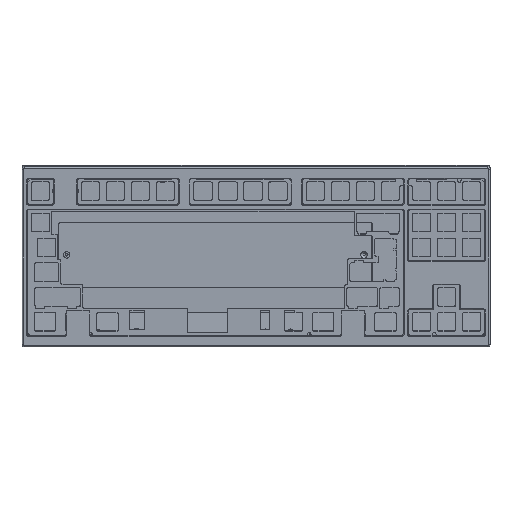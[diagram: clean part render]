
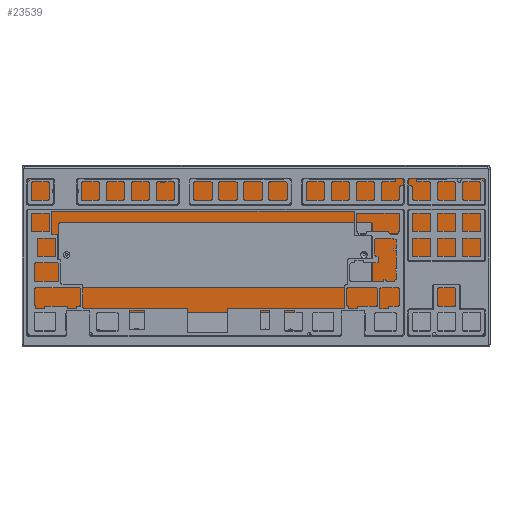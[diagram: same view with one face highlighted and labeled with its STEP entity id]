
A CAD part, top view. The second image highlights one B-rep face of the part: STEP entity #23539.
In plain terms, the highlighted face is planar.
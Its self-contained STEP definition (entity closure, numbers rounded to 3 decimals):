
#918=FACE_BOUND('',#3350,.T.);
#1967=FACE_OUTER_BOUND('',#3349,.T.);
#3349=EDGE_LOOP('',(#21031,#21032,#21033,#21034,#21035,#21036));
#3350=EDGE_LOOP('',(#21037,#21038,#21039,#21040,#21041,#21042,#21043,#21044));
#5356=LINE('',#39064,#7557);
#5412=LINE('',#39216,#7613);
#5554=LINE('',#39746,#7755);
#5555=LINE('',#39748,#7756);
#5556=LINE('',#39754,#7757);
#5557=LINE('',#39758,#7758);
#5558=LINE('',#39762,#7759);
#5559=LINE('',#39765,#7760);
#7557=VECTOR('',#32007,10.);
#7613=VECTOR('',#32109,10.);
#7755=VECTOR('',#32603,10.);
#7756=VECTOR('',#32604,10.);
#7757=VECTOR('',#32609,10.);
#7758=VECTOR('',#32612,10.);
#7759=VECTOR('',#32615,10.);
#7760=VECTOR('',#32618,10.);
#9073=CIRCLE('',#25958,2.5);
#9074=CIRCLE('',#25960,2.5);
#9075=CIRCLE('',#25961,2.);
#9076=CIRCLE('',#25962,2.);
#9077=CIRCLE('',#25963,2.);
#9078=CIRCLE('',#25964,2.);
#11025=VERTEX_POINT('',#39061);
#11026=VERTEX_POINT('',#39063);
#11085=VERTEX_POINT('',#39213);
#11086=VERTEX_POINT('',#39215);
#11286=VERTEX_POINT('',#39742);
#11287=VERTEX_POINT('',#39747);
#11288=VERTEX_POINT('',#39750);
#11289=VERTEX_POINT('',#39751);
#11290=VERTEX_POINT('',#39753);
#11291=VERTEX_POINT('',#39755);
#11292=VERTEX_POINT('',#39757);
#11293=VERTEX_POINT('',#39759);
#11294=VERTEX_POINT('',#39761);
#11295=VERTEX_POINT('',#39763);
#14263=EDGE_CURVE('',#11026,#11025,#5356,.T.);
#14332=EDGE_CURVE('',#11085,#11086,#5412,.T.);
#14595=EDGE_CURVE('',#11085,#11286,#9073,.T.);
#14597=EDGE_CURVE('',#11026,#11286,#5554,.T.);
#14598=EDGE_CURVE('',#11287,#11025,#5555,.T.);
#14599=EDGE_CURVE('',#11287,#11086,#9074,.T.);
#14600=EDGE_CURVE('',#11288,#11289,#9075,.T.);
#14601=EDGE_CURVE('',#11288,#11290,#5556,.T.);
#14602=EDGE_CURVE('',#11291,#11290,#9076,.T.);
#14603=EDGE_CURVE('',#11291,#11292,#5557,.T.);
#14604=EDGE_CURVE('',#11293,#11292,#9077,.T.);
#14605=EDGE_CURVE('',#11293,#11294,#5558,.T.);
#14606=EDGE_CURVE('',#11295,#11294,#9078,.T.);
#14607=EDGE_CURVE('',#11289,#11295,#5559,.T.);
#21031=ORIENTED_EDGE('',*,*,#14595,.T.);
#21032=ORIENTED_EDGE('',*,*,#14597,.F.);
#21033=ORIENTED_EDGE('',*,*,#14263,.T.);
#21034=ORIENTED_EDGE('',*,*,#14598,.F.);
#21035=ORIENTED_EDGE('',*,*,#14599,.T.);
#21036=ORIENTED_EDGE('',*,*,#14332,.F.);
#21037=ORIENTED_EDGE('',*,*,#14600,.F.);
#21038=ORIENTED_EDGE('',*,*,#14601,.T.);
#21039=ORIENTED_EDGE('',*,*,#14602,.F.);
#21040=ORIENTED_EDGE('',*,*,#14603,.T.);
#21041=ORIENTED_EDGE('',*,*,#14604,.F.);
#21042=ORIENTED_EDGE('',*,*,#14605,.T.);
#21043=ORIENTED_EDGE('',*,*,#14606,.F.);
#21044=ORIENTED_EDGE('',*,*,#14607,.F.);
#22424=PLANE('',#25959);
#23539=ADVANCED_FACE('',(#1967,#918),#22424,.T.);
#25958=AXIS2_PLACEMENT_3D('',#39743,#32598,#32599);
#25959=AXIS2_PLACEMENT_3D('',#39745,#32601,#32602);
#25960=AXIS2_PLACEMENT_3D('',#39749,#32605,#32606);
#25961=AXIS2_PLACEMENT_3D('',#39752,#32607,#32608);
#25962=AXIS2_PLACEMENT_3D('',#39756,#32610,#32611);
#25963=AXIS2_PLACEMENT_3D('',#39760,#32613,#32614);
#25964=AXIS2_PLACEMENT_3D('',#39764,#32616,#32617);
#32007=DIRECTION('',(1.,0.,0.));
#32109=DIRECTION('',(1.,0.,0.));
#32598=DIRECTION('center_axis',(0.,0.,1.));
#32599=DIRECTION('ref_axis',(-0.707,0.707,0.));
#32601=DIRECTION('center_axis',(0.,0.,1.));
#32602=DIRECTION('ref_axis',(0.,-1.,0.));
#32603=DIRECTION('',(0.,1.,0.));
#32604=DIRECTION('',(0.,-1.,0.));
#32605=DIRECTION('center_axis',(0.,0.,1.));
#32606=DIRECTION('ref_axis',(0.707,0.707,0.));
#32607=DIRECTION('center_axis',(0.,0.,1.));
#32608=DIRECTION('ref_axis',(-0.707,-0.707,0.));
#32609=DIRECTION('',(0.,1.,0.));
#32610=DIRECTION('center_axis',(0.,0.,1.));
#32611=DIRECTION('ref_axis',(-0.707,0.707,0.));
#32612=DIRECTION('',(1.,0.,0.));
#32613=DIRECTION('center_axis',(0.,0.,1.));
#32614=DIRECTION('ref_axis',(0.707,0.707,0.));
#32615=DIRECTION('',(0.,-1.,0.));
#32616=DIRECTION('center_axis',(0.,0.,1.));
#32617=DIRECTION('ref_axis',(0.707,-0.707,0.));
#32618=DIRECTION('',(1.,0.,0.));
#39061=CARTESIAN_POINT('',(306.774,-31.648,-4.2));
#39063=CARTESIAN_POINT('',(-44.862,-31.648,-4.2));
#39064=CARTESIAN_POINT('',(128.457,-31.648,-4.2));
#39213=CARTESIAN_POINT('',(-42.362,73.413,-4.2));
#39215=CARTESIAN_POINT('',(304.268,73.413,-4.2));
#39216=CARTESIAN_POINT('',(217.629,73.413,-4.2));
#39742=CARTESIAN_POINT('',(-44.862,70.913,-4.2));
#39743=CARTESIAN_POINT('Origin',(-42.362,70.913,-4.2));
#39745=CARTESIAN_POINT('Origin',(-49.862,80.913,-4.2));
#39746=CARTESIAN_POINT('',(-44.862,29.505,-4.2));
#39747=CARTESIAN_POINT('',(306.768,70.913,-4.2));
#39748=CARTESIAN_POINT('',(306.772,15.666,-4.2));
#39749=CARTESIAN_POINT('Origin',(304.268,70.913,-4.2));
#39750=CARTESIAN_POINT('',(-19.512,-10.533,-4.2));
#39751=CARTESIAN_POINT('',(-17.512,-12.533,-4.2));
#39752=CARTESIAN_POINT('Origin',(-17.512,-10.533,-4.2));
#39753=CARTESIAN_POINT('',(-19.512,35.467,-4.2));
#39754=CARTESIAN_POINT('',(-19.512,29.19,-4.2));
#39755=CARTESIAN_POINT('',(-17.512,37.467,-4.2));
#39756=CARTESIAN_POINT('Origin',(-17.512,35.467,-4.2));
#39757=CARTESIAN_POINT('',(217.517,37.467,-4.2));
#39758=CARTESIAN_POINT('',(-34.687,37.467,-4.2));
#39759=CARTESIAN_POINT('',(219.517,35.467,-4.2));
#39760=CARTESIAN_POINT('Origin',(217.517,35.467,-4.2));
#39761=CARTESIAN_POINT('',(219.517,-10.533,-4.2));
#39762=CARTESIAN_POINT('',(219.517,59.19,-4.2));
#39763=CARTESIAN_POINT('',(217.517,-12.533,-4.2));
#39764=CARTESIAN_POINT('Origin',(217.517,-10.533,-4.2));
#39765=CARTESIAN_POINT('',(75.313,-12.533,-4.2));
